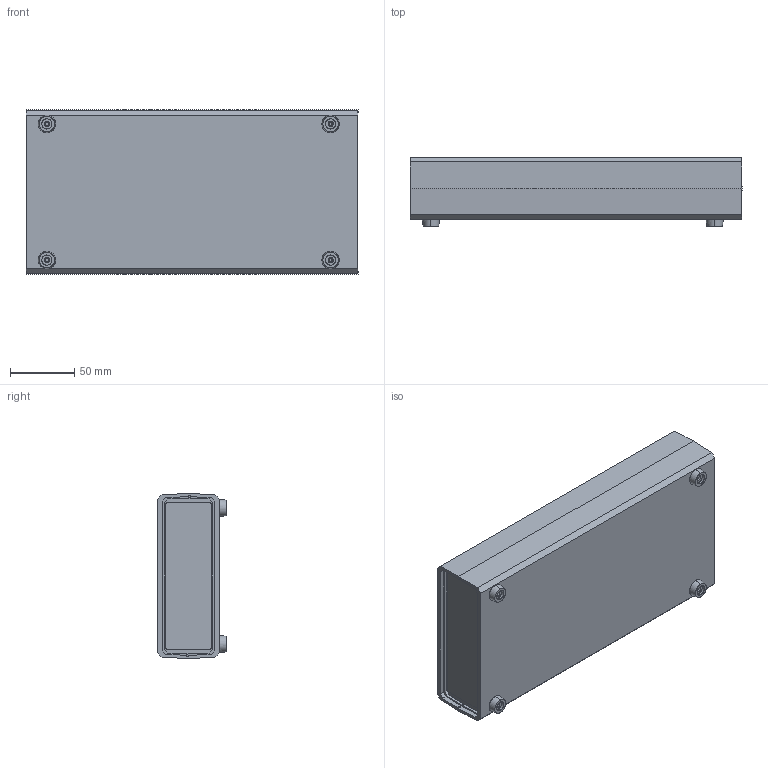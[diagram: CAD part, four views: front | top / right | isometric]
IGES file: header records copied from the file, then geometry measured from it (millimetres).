
Start section: SolidWorks IGES file using analytic representation for surfaces
Global section: file name: Z 37.IGS; native system: SolidWorks 2009; preprocessor: SolidWorks 2009; author: user; date: 100617.125247; units: millimetre
Bounding box: 258 x 53.5 x 128 mm (x, y, z)
Surface area: 210235.3 mm2 (no closed solid volume)
Topology: 0 solids, 0 shells, 450 faces, 5296 edges, 5296 vertices
Faces by surface type: bspline 330, revolution 120
